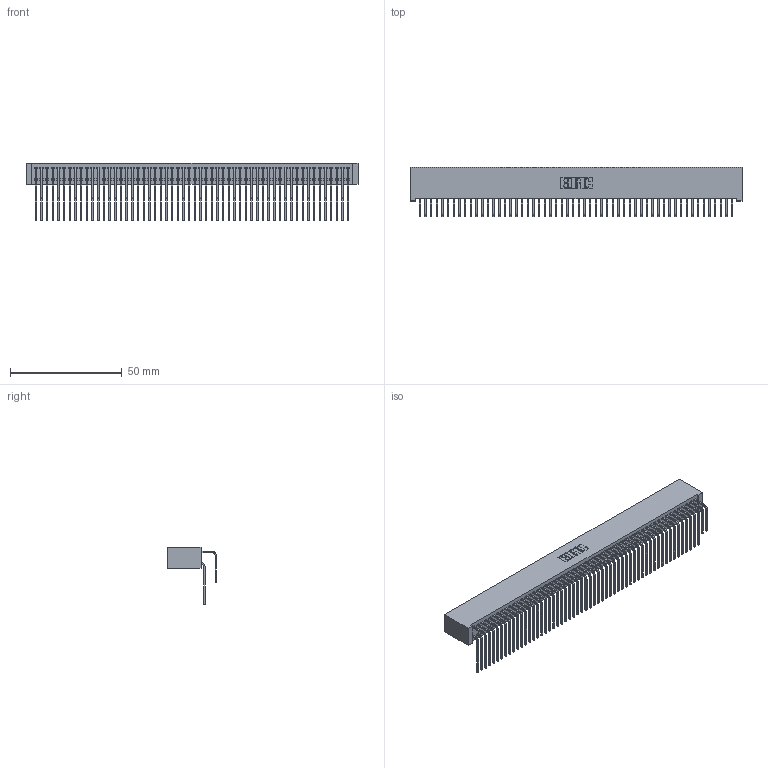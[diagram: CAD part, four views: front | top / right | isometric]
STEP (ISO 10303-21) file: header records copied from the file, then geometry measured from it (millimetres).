
FILE_DESCRIPTION (( 'STEP AP203' ), '1' );
FILE_NAME ('392-112-558-201.STEP', '2019-10-10T00:39:09', ( '' ), ( '' ), 'SwSTEP 2.0', 'SolidWorks 2016', '' );
FILE_SCHEMA (( 'CONFIG_CONTROL_DESIGN' ));
Length unit declared in the file: inch
Products named in the file (4): 342 Part_Lugless; 345-292-001_558 559 Tail - 1; 345-292-001_558 Tail - 2; 392-112-558-201
Assembly tree (113 placements, depth 2):
  392-112-558-201
    342 Part_Lugless
    345-292-001_558 559 Tail - 1  x56
    345-292-001_558 Tail - 2  x56
Bounding box: 148.49 x 21.91 x 25.78 mm (x, y, z)
Volume: 14493.5 mm3; surface area: 27305.8 mm2
Topology: 113 solids, 113 shells, 6150 faces, 18307 edges, 12054 vertices
Faces by surface type: plane 4318, cylinder 1832
Entity records: 35591 total; most frequent: CARTESIAN_POINT 5929, ORIENTED_EDGE 5814, DIRECTION 5015, EDGE_CURVE 2907, VECTOR 2747, LINE 2747, VERTEX_POINT 1934, AXIS2_PLACEMENT_3D 1134
